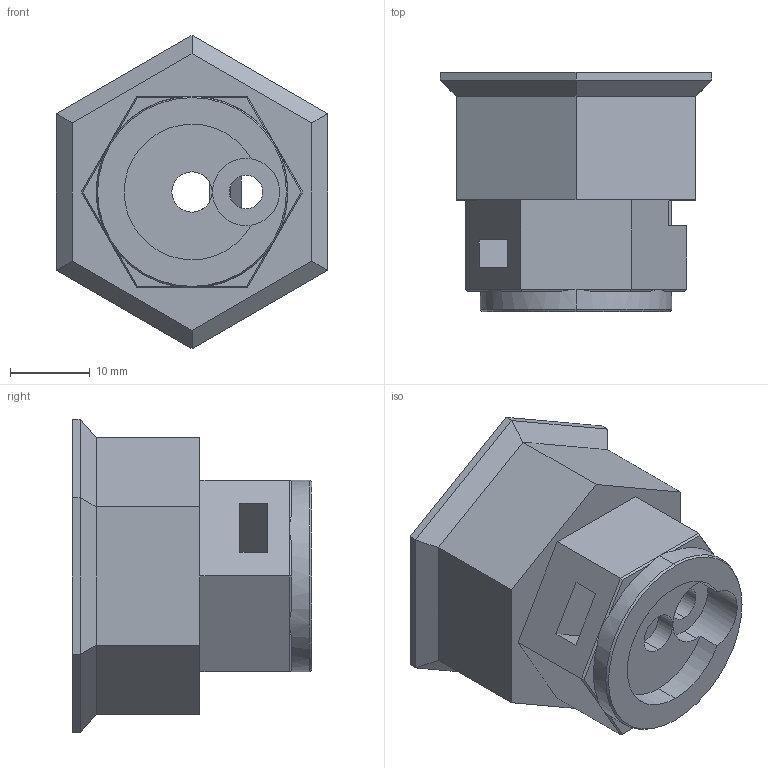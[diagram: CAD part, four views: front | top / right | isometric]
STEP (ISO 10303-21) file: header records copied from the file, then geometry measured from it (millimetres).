
FILE_DESCRIPTION (( 'STEP AP214' ), '1' );
FILE_NAME ('Wheel_Hub_ax.STEP', '2025-05-09T17:40:54', ( '' ), ( '' ), 'SwSTEP 2.0', 'SolidWorks 2021', '' );
FILE_SCHEMA (( 'AUTOMOTIVE_DESIGN' ));
Length unit declared in the file: millimetre
Products named in the file (1): Wheel_Hub_ax
Bounding box: 34 x 30 x 39.26 mm (x, y, z)
Volume: 17107.7 mm3; surface area: 6381.4 mm2
Topology: 1 solids, 1 shells, 110 faces, 281 edges, 176 vertices
Faces by surface type: plane 80, cylinder 25, cone 5
Entity records: 3388 total; most frequent: CARTESIAN_POINT 686, ORIENTED_EDGE 562, DIRECTION 540, EDGE_CURVE 281, VECTOR 200, LINE 200, VERTEX_POINT 176, AXIS2_PLACEMENT_3D 170
